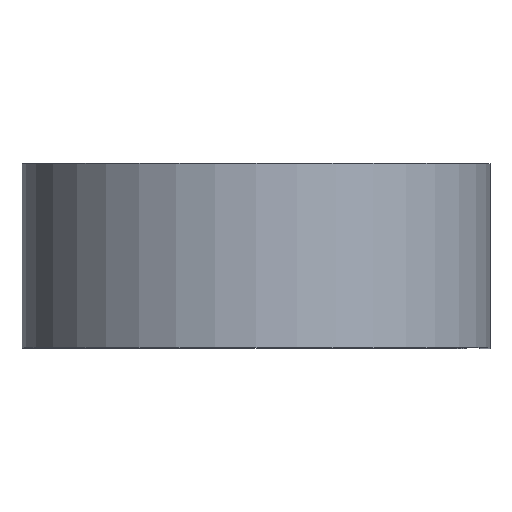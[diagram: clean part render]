
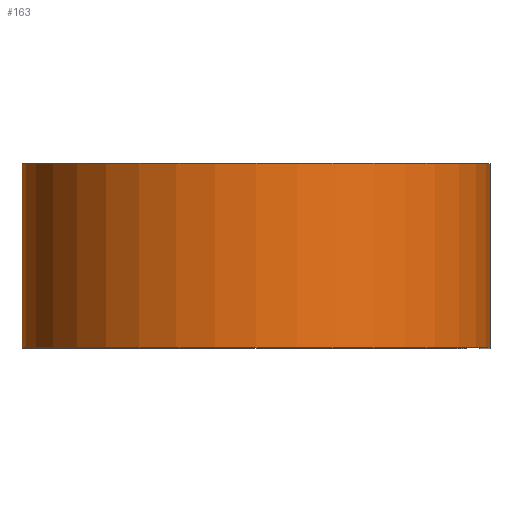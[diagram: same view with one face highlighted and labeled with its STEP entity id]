
A CAD part, top view. The second image highlights one B-rep face of the part: STEP entity #163.
In plain terms, the highlighted cylindrical face has radius 28.207 mm (diameter 56.413 mm), a partial arc.
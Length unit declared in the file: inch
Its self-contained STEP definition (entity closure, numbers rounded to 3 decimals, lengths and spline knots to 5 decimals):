
#5 = DIRECTION ( 'NONE',  ( 0., 1., 0. ) ) ;
#11 = AXIS2_PLACEMENT_3D ( 'NONE', #346, #465, #418 ) ;
#31 = EDGE_LOOP ( 'NONE', ( #106, #413, #591, #36 ) ) ;
#33 = VERTEX_POINT ( 'NONE', #324 ) ;
#36 = ORIENTED_EDGE ( 'NONE', *, *, #592, .T. ) ;
#57 = CARTESIAN_POINT ( 'NONE',  ( 0., -0.4375, 0. ) ) ;
#72 = CARTESIAN_POINT ( 'NONE',  ( 1.1105, -0.4375, 0. ) ) ;
#106 = ORIENTED_EDGE ( 'NONE', *, *, #712, .T. ) ;
#123 = CYLINDRICAL_SURFACE ( 'NONE', #11, 1.1105 ) ;
#126 = AXIS2_PLACEMENT_3D ( 'NONE', #57, #5, #471 ) ;
#143 = EDGE_CURVE ( 'NONE', #486, #460, #708, .T. ) ;
#163 = ADVANCED_FACE ( 'NONE', ( #720 ), #123, .T. ) ;
#169 = VECTOR ( 'NONE', #399, 39.37008 ) ;
#176 = LINE ( 'NONE', #455, #169 ) ;
#216 = DIRECTION ( 'NONE',  ( 1., 0., 0. ) ) ;
#225 = DIRECTION ( 'NONE',  ( 0., 1., 0. ) ) ;
#228 = CARTESIAN_POINT ( 'NONE',  ( 0., 0.4375, 0. ) ) ;
#284 = CIRCLE ( 'NONE', #548, 1.1105 ) ;
#324 = CARTESIAN_POINT ( 'NONE',  ( 0., -0.4375, -1.1105 ) ) ;
#325 = VERTEX_POINT ( 'NONE', #389 ) ;
#346 = CARTESIAN_POINT ( 'NONE',  ( 0., 0.4375, 0. ) ) ;
#354 = DIRECTION ( 'NONE',  ( 0., -1., 0. ) ) ;
#363 = EDGE_CURVE ( 'NONE', #325, #486, #284, .T. ) ;
#389 = CARTESIAN_POINT ( 'NONE',  ( 0., 0.4375, -1.1105 ) ) ;
#399 = DIRECTION ( 'NONE',  ( 0., -1., 0. ) ) ;
#413 = ORIENTED_EDGE ( 'NONE', *, *, #143, .F. ) ;
#418 = DIRECTION ( 'NONE',  ( 0., 0., -1. ) ) ;
#452 = CIRCLE ( 'NONE', #126, 1.1105 ) ;
#455 = CARTESIAN_POINT ( 'NONE',  ( 0., 0.4375, -1.1105 ) ) ;
#460 = VERTEX_POINT ( 'NONE', #72 ) ;
#465 = DIRECTION ( 'NONE',  ( 0., -1., 0. ) ) ;
#471 = DIRECTION ( 'NONE',  ( 1., 0., 0. ) ) ;
#478 = CARTESIAN_POINT ( 'NONE',  ( 1.1105, 0.4375, 0. ) ) ;
#486 = VERTEX_POINT ( 'NONE', #478 ) ;
#548 = AXIS2_PLACEMENT_3D ( 'NONE', #228, #225, #216 ) ;
#591 = ORIENTED_EDGE ( 'NONE', *, *, #363, .F. ) ;
#592 = EDGE_CURVE ( 'NONE', #325, #33, #176, .T. ) ;
#668 = CARTESIAN_POINT ( 'NONE',  ( 1.1105, 0.4375, 0. ) ) ;
#708 = LINE ( 'NONE', #668, #718 ) ;
#712 = EDGE_CURVE ( 'NONE', #33, #460, #452, .T. ) ;
#718 = VECTOR ( 'NONE', #354, 39.37008 ) ;
#720 = FACE_OUTER_BOUND ( 'NONE', #31, .T. ) ;
